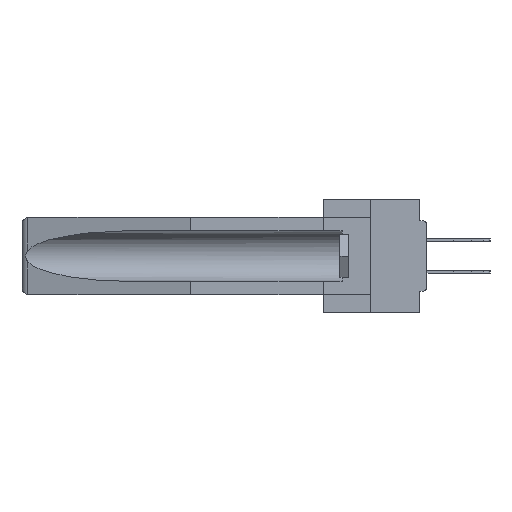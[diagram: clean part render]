
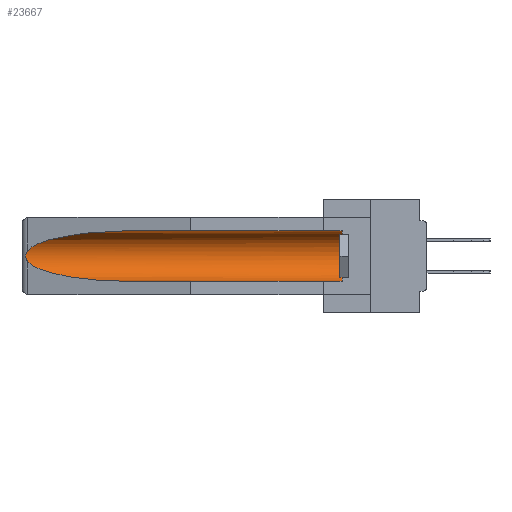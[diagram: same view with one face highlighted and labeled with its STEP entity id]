
A CAD part, left-side view. The second image highlights one B-rep face of the part: STEP entity #23667.
In plain terms, the highlighted cylindrical face has radius 2.857 mm (diameter 5.715 mm), a partial arc.
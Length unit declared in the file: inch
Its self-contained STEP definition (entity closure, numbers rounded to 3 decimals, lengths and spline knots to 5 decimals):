
#126 = EDGE_CURVE ( 'NONE', #32995, #32289, #10244, .T. ) ;
#426 = DIRECTION ( 'NONE',  ( 0., 1., 0. ) ) ;
#519 = AXIS2_PLACEMENT_3D ( 'NONE', #11152, #24973, #28305 ) ;
#2769 = VERTEX_POINT ( 'NONE', #6197 ) ;
#3079 = CARTESIAN_POINT ( 'NONE',  ( 0.2673, 1.53269, -0.17917 ) ) ;
#5100 = EDGE_CURVE ( 'NONE', #42522, #32995, #23086, .T. ) ;
#5184 = EDGE_LOOP ( 'NONE', ( #8081, #39400, #14148, #34977, #43140, #23877 ) ) ;
#5335 = CIRCLE ( 'NONE', #34704, 0.1125 ) ;
#6197 = CARTESIAN_POINT ( 'NONE',  ( 0.155, 0.126, -0.059 ) ) ;
#7065 = CARTESIAN_POINT ( 'NONE',  ( 0.155, -0.30754, -0.059 ) ) ;
#7421 = DIRECTION ( 'NONE',  ( 0., 0., 1. ) ) ;
#8081 = ORIENTED_EDGE ( 'NONE', *, *, #5100, .T. ) ;
#8217 = VECTOR ( 'NONE', #426, 39.37008 ) ;
#10244 = B_SPLINE_CURVE_WITH_KNOTS ( 'NONE', 3,
 ( #31349, #13451, #27402, #10355, #44908, #34228, #3079, #37751, #10524, #34370 ),
 .UNSPECIFIED., .F., .F.,
 ( 4, 2, 2, 2, 4 ),
 ( 0., 0.00029, 0.00058, 0.00087, 0.00117 ),
 .UNSPECIFIED. ) ;
#10355 = CARTESIAN_POINT ( 'NONE',  ( 0.2673, 1.5327, -0.16383 ) ) ;
#10524 = CARTESIAN_POINT ( 'NONE',  ( 0.26597, 1.5296, -0.19026 ) ) ;
#10620 = DIRECTION ( 'NONE',  ( 0., -1., 0. ) ) ;
#11066 = CARTESIAN_POINT ( 'NONE',  ( 0.21114, 1.30732, -0.284 ) ) ;
#11152 = CARTESIAN_POINT ( 'NONE',  ( 0.155, -0.30754, -0.1715 ) ) ;
#11404 = CARTESIAN_POINT ( 'NONE',  ( 0.26537, 1.52718, -0.19328 ) ) ;
#13451 = CARTESIAN_POINT ( 'NONE',  ( 0.26597, 1.52961, -0.15275 ) ) ;
#14148 = ORIENTED_EDGE ( 'NONE', *, *, #44468, .T. ) ;
#15609 = LINE ( 'NONE', #29737, #22677 ) ;
#18221 = CARTESIAN_POINT ( 'NONE',  ( 0.155, 1.07973, -0.059 ) ) ;
#18954 = CARTESIAN_POINT ( 'NONE',  ( 0.155, 0.126, -0.284 ) ) ;
#20775 = LINE ( 'NONE', #7065, #8217 ) ;
#21040 = CARTESIAN_POINT ( 'NONE',  ( 0.21114, 1.30732, -0.059 ) ) ;
#21337 = CARTESIAN_POINT ( 'NONE',  ( 0.26537, 1.52718, -0.14972 ) ) ;
#22677 = VECTOR ( 'NONE', #22767, 39.37008 ) ;
#22767 = DIRECTION ( 'NONE',  ( 0., 1., 0. ) ) ;
#23086 =( BOUNDED_CURVE ( )  B_SPLINE_CURVE ( 3, ( #31344, #21040, #27682, #21337 ),
 .UNSPECIFIED., .F., .F. ) 
 B_SPLINE_CURVE_WITH_KNOTS ( ( 4, 4 ),
 ( 4.71239, 6.08839 ),
 .UNSPECIFIED. ) 
 CURVE ( )  GEOMETRIC_REPRESENTATION_ITEM ( )  RATIONAL_B_SPLINE_CURVE ( ( 1., 0.848, 0.848, 1. ) ) 
 REPRESENTATION_ITEM ( '' )  );
#23667 = ADVANCED_FACE ( 'NONE', ( #36565 ), #34334, .F. ) ;
#23877 = ORIENTED_EDGE ( 'NONE', *, *, #33256, .T. ) ;
#24973 = DIRECTION ( 'NONE',  ( 0., 1., 0. ) ) ;
#26383 = EDGE_CURVE ( 'NONE', #36817, #31990, #15609, .T. ) ;
#27402 = CARTESIAN_POINT ( 'NONE',  ( 0.26654, 1.53092, -0.15636 ) ) ;
#27616 = CARTESIAN_POINT ( 'NONE',  ( 0.25451, 1.48313, -0.24835 ) ) ;
#27682 = CARTESIAN_POINT ( 'NONE',  ( 0.25451, 1.48313, -0.09465 ) ) ;
#28305 = DIRECTION ( 'NONE',  ( 0., 0., 1. ) ) ;
#29737 = CARTESIAN_POINT ( 'NONE',  ( 0.155, -0.30754, -0.284 ) ) ;
#29909 = EDGE_CURVE ( 'NONE', #36817, #2769, #5335, .T. ) ;
#30099 = CARTESIAN_POINT ( 'NONE',  ( 0.155, 1.07973, -0.284 ) ) ;
#30956 = CARTESIAN_POINT ( 'NONE',  ( 0.26537, 1.52718, -0.19328 ) ) ;
#31344 = CARTESIAN_POINT ( 'NONE',  ( 0.155, 1.07973, -0.059 ) ) ;
#31349 = CARTESIAN_POINT ( 'NONE',  ( 0.26537, 1.52718, -0.14972 ) ) ;
#31990 = VERTEX_POINT ( 'NONE', #30099 ) ;
#32032 = CARTESIAN_POINT ( 'NONE',  ( 0.155, 1.07973, -0.284 ) ) ;
#32289 = VERTEX_POINT ( 'NONE', #11404 ) ;
#32995 = VERTEX_POINT ( 'NONE', #35419 ) ;
#33256 = EDGE_CURVE ( 'NONE', #2769, #42522, #20775, .T. ) ;
#34228 = CARTESIAN_POINT ( 'NONE',  ( 0.2675, 1.53308, -0.17534 ) ) ;
#34334 = CYLINDRICAL_SURFACE ( 'NONE', #519, 0.1125 ) ;
#34370 = CARTESIAN_POINT ( 'NONE',  ( 0.26537, 1.52718, -0.19328 ) ) ;
#34704 = AXIS2_PLACEMENT_3D ( 'NONE', #38590, #10620, #7421 ) ;
#34977 = ORIENTED_EDGE ( 'NONE', *, *, #26383, .F. ) ;
#35419 = CARTESIAN_POINT ( 'NONE',  ( 0.26537, 1.52718, -0.14972 ) ) ;
#36565 = FACE_OUTER_BOUND ( 'NONE', #5184, .T. ) ;
#36817 = VERTEX_POINT ( 'NONE', #18954 ) ;
#37751 = CARTESIAN_POINT ( 'NONE',  ( 0.26655, 1.53094, -0.18657 ) ) ;
#38590 = CARTESIAN_POINT ( 'NONE',  ( 0.155, 0.126, -0.1715 ) ) ;
#38990 =( BOUNDED_CURVE ( )  B_SPLINE_CURVE ( 3, ( #30956, #27616, #11066, #32032 ),
 .UNSPECIFIED., .F., .F. ) 
 B_SPLINE_CURVE_WITH_KNOTS ( ( 4, 4 ),
 ( 0.1948, 1.5708 ),
 .UNSPECIFIED. ) 
 CURVE ( )  GEOMETRIC_REPRESENTATION_ITEM ( )  RATIONAL_B_SPLINE_CURVE ( ( 1., 0.848, 0.848, 1. ) ) 
 REPRESENTATION_ITEM ( '' )  );
#39400 = ORIENTED_EDGE ( 'NONE', *, *, #126, .T. ) ;
#42522 = VERTEX_POINT ( 'NONE', #18221 ) ;
#43140 = ORIENTED_EDGE ( 'NONE', *, *, #29909, .T. ) ;
#44468 = EDGE_CURVE ( 'NONE', #32289, #31990, #38990, .T. ) ;
#44908 = CARTESIAN_POINT ( 'NONE',  ( 0.2675, 1.53308, -0.16763 ) ) ;
